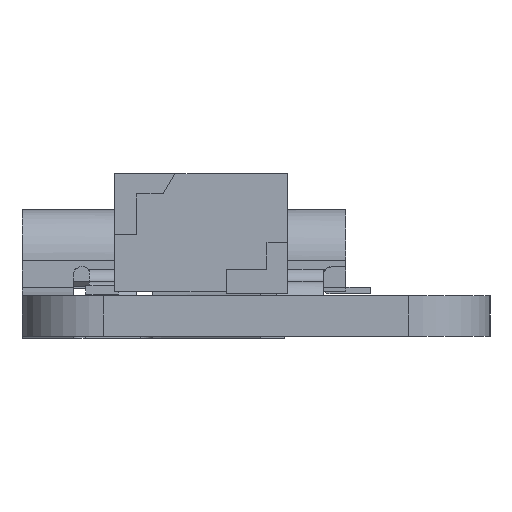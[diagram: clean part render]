
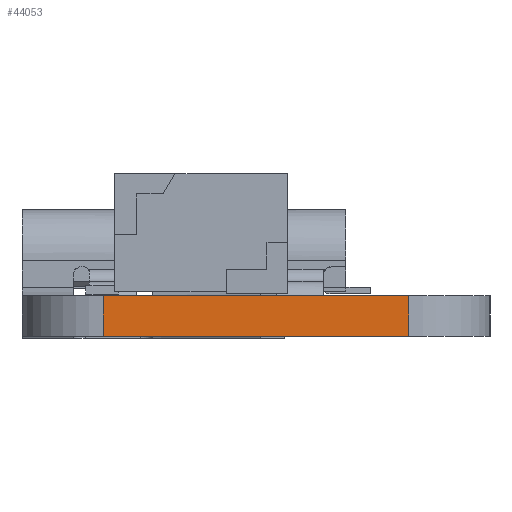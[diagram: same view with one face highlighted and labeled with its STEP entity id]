
A CAD part, left-side view. The second image highlights one B-rep face of the part: STEP entity #44053.
In plain terms, the highlighted planar face has unit normal (-1, 0, 0).
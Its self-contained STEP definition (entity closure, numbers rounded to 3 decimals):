
#40619 = PLANE('',#40620);
#40620 = AXIS2_PLACEMENT_3D('',#40621,#40622,#40623);
#40621 = CARTESIAN_POINT('',(23.76,-5.968,1.));
#40622 = DIRECTION('',(0.,0.,1.));
#40623 = DIRECTION('',(1.,0.,-0.));
#40674 = PLANE('',#40675);
#40675 = AXIS2_PLACEMENT_3D('',#40676,#40677,#40678);
#40676 = CARTESIAN_POINT('',(23.76,-5.968,0.));
#40677 = DIRECTION('',(0.,0.,1.));
#40678 = DIRECTION('',(1.,0.,-0.));
#40924 = VERTEX_POINT('',#40925);
#40925 = CARTESIAN_POINT('',(0.,-2.,0.));
#40940 = CYLINDRICAL_SURFACE('',#40941,2.);
#40941 = AXIS2_PLACEMENT_3D('',#40942,#40943,#40944);
#40942 = CARTESIAN_POINT('',(2.,-2.,0.));
#40943 = DIRECTION('',(-0.,-0.,-1.));
#40944 = DIRECTION('',(1.,0.,-0.));
#40952 = EDGE_CURVE('',#40953,#40924,#40955,.T.);
#40953 = VERTEX_POINT('',#40954);
#40954 = CARTESIAN_POINT('',(0.,-9.5,0.));
#40955 = SURFACE_CURVE('',#40956,(#40960,#40967),.PCURVE_S1.);
#40956 = LINE('',#40957,#40958);
#40957 = CARTESIAN_POINT('',(0.,-9.5,0.));
#40958 = VECTOR('',#40959,1.);
#40959 = DIRECTION('',(0.,1.,0.));
#40960 = PCURVE('',#40674,#40961);
#40961 = DEFINITIONAL_REPRESENTATION('',(#40962),#40966);
#40962 = LINE('',#40963,#40964);
#40963 = CARTESIAN_POINT('',(-23.76,-3.532));
#40964 = VECTOR('',#40965,1.);
#40965 = DIRECTION('',(0.,1.));
#40966 = ( GEOMETRIC_REPRESENTATION_CONTEXT(2) 
PARAMETRIC_REPRESENTATION_CONTEXT() REPRESENTATION_CONTEXT('2D SPACE',''
  ) );
#40967 = PCURVE('',#40968,#40973);
#40968 = PLANE('',#40969);
#40969 = AXIS2_PLACEMENT_3D('',#40970,#40971,#40972);
#40970 = CARTESIAN_POINT('',(0.,-9.5,0.));
#40971 = DIRECTION('',(-1.,0.,0.));
#40972 = DIRECTION('',(0.,1.,0.));
#40973 = DEFINITIONAL_REPRESENTATION('',(#40974),#40978);
#40974 = LINE('',#40975,#40976);
#40975 = CARTESIAN_POINT('',(0.,0.));
#40976 = VECTOR('',#40977,1.);
#40977 = DIRECTION('',(1.,0.));
#40978 = ( GEOMETRIC_REPRESENTATION_CONTEXT(2) 
PARAMETRIC_REPRESENTATION_CONTEXT() REPRESENTATION_CONTEXT('2D SPACE',''
  ) );
#40997 = CYLINDRICAL_SURFACE('',#40998,2.);
#40998 = AXIS2_PLACEMENT_3D('',#40999,#41000,#41001);
#40999 = CARTESIAN_POINT('',(2.,-9.5,0.));
#41000 = DIRECTION('',(-0.,-0.,-1.));
#41001 = DIRECTION('',(1.,0.,-0.));
#42533 = VERTEX_POINT('',#42534);
#42534 = CARTESIAN_POINT('',(0.,-2.,1.));
#42556 = EDGE_CURVE('',#42557,#42533,#42559,.T.);
#42557 = VERTEX_POINT('',#42558);
#42558 = CARTESIAN_POINT('',(0.,-9.5,1.));
#42559 = SURFACE_CURVE('',#42560,(#42564,#42571),.PCURVE_S1.);
#42560 = LINE('',#42561,#42562);
#42561 = CARTESIAN_POINT('',(0.,-9.5,1.));
#42562 = VECTOR('',#42563,1.);
#42563 = DIRECTION('',(0.,1.,0.));
#42564 = PCURVE('',#40619,#42565);
#42565 = DEFINITIONAL_REPRESENTATION('',(#42566),#42570);
#42566 = LINE('',#42567,#42568);
#42567 = CARTESIAN_POINT('',(-23.76,-3.532));
#42568 = VECTOR('',#42569,1.);
#42569 = DIRECTION('',(0.,1.));
#42570 = ( GEOMETRIC_REPRESENTATION_CONTEXT(2) 
PARAMETRIC_REPRESENTATION_CONTEXT() REPRESENTATION_CONTEXT('2D SPACE',''
  ) );
#42571 = PCURVE('',#40968,#42572);
#42572 = DEFINITIONAL_REPRESENTATION('',(#42573),#42577);
#42573 = LINE('',#42574,#42575);
#42574 = CARTESIAN_POINT('',(0.,-1.));
#42575 = VECTOR('',#42576,1.);
#42576 = DIRECTION('',(1.,0.));
#42577 = ( GEOMETRIC_REPRESENTATION_CONTEXT(2) 
PARAMETRIC_REPRESENTATION_CONTEXT() REPRESENTATION_CONTEXT('2D SPACE',''
  ) );
#44005 = EDGE_CURVE('',#40924,#42533,#44006,.T.);
#44006 = SURFACE_CURVE('',#44007,(#44011,#44018),.PCURVE_S1.);
#44007 = LINE('',#44008,#44009);
#44008 = CARTESIAN_POINT('',(0.,-2.,0.));
#44009 = VECTOR('',#44010,1.);
#44010 = DIRECTION('',(0.,0.,1.));
#44011 = PCURVE('',#40940,#44012);
#44012 = DEFINITIONAL_REPRESENTATION('',(#44013),#44017);
#44013 = LINE('',#44014,#44015);
#44014 = CARTESIAN_POINT('',(-3.142,0.));
#44015 = VECTOR('',#44016,1.);
#44016 = DIRECTION('',(-0.,-1.));
#44017 = ( GEOMETRIC_REPRESENTATION_CONTEXT(2) 
PARAMETRIC_REPRESENTATION_CONTEXT() REPRESENTATION_CONTEXT('2D SPACE',''
  ) );
#44018 = PCURVE('',#40968,#44019);
#44019 = DEFINITIONAL_REPRESENTATION('',(#44020),#44024);
#44020 = LINE('',#44021,#44022);
#44021 = CARTESIAN_POINT('',(7.5,0.));
#44022 = VECTOR('',#44023,1.);
#44023 = DIRECTION('',(0.,-1.));
#44024 = ( GEOMETRIC_REPRESENTATION_CONTEXT(2) 
PARAMETRIC_REPRESENTATION_CONTEXT() REPRESENTATION_CONTEXT('2D SPACE',''
  ) );
#44053 = ADVANCED_FACE('',(#44054),#40968,.T.);
#44054 = FACE_BOUND('',#44055,.T.);
#44055 = EDGE_LOOP('',(#44056,#44077,#44078,#44079));
#44056 = ORIENTED_EDGE('',*,*,#44057,.T.);
#44057 = EDGE_CURVE('',#40953,#42557,#44058,.T.);
#44058 = SURFACE_CURVE('',#44059,(#44063,#44070),.PCURVE_S1.);
#44059 = LINE('',#44060,#44061);
#44060 = CARTESIAN_POINT('',(0.,-9.5,0.));
#44061 = VECTOR('',#44062,1.);
#44062 = DIRECTION('',(0.,0.,1.));
#44063 = PCURVE('',#40968,#44064);
#44064 = DEFINITIONAL_REPRESENTATION('',(#44065),#44069);
#44065 = LINE('',#44066,#44067);
#44066 = CARTESIAN_POINT('',(0.,0.));
#44067 = VECTOR('',#44068,1.);
#44068 = DIRECTION('',(0.,-1.));
#44069 = ( GEOMETRIC_REPRESENTATION_CONTEXT(2) 
PARAMETRIC_REPRESENTATION_CONTEXT() REPRESENTATION_CONTEXT('2D SPACE',''
  ) );
#44070 = PCURVE('',#40997,#44071);
#44071 = DEFINITIONAL_REPRESENTATION('',(#44072),#44076);
#44072 = LINE('',#44073,#44074);
#44073 = CARTESIAN_POINT('',(-3.142,0.));
#44074 = VECTOR('',#44075,1.);
#44075 = DIRECTION('',(-0.,-1.));
#44076 = ( GEOMETRIC_REPRESENTATION_CONTEXT(2) 
PARAMETRIC_REPRESENTATION_CONTEXT() REPRESENTATION_CONTEXT('2D SPACE',''
  ) );
#44077 = ORIENTED_EDGE('',*,*,#42556,.T.);
#44078 = ORIENTED_EDGE('',*,*,#44005,.F.);
#44079 = ORIENTED_EDGE('',*,*,#40952,.F.);
